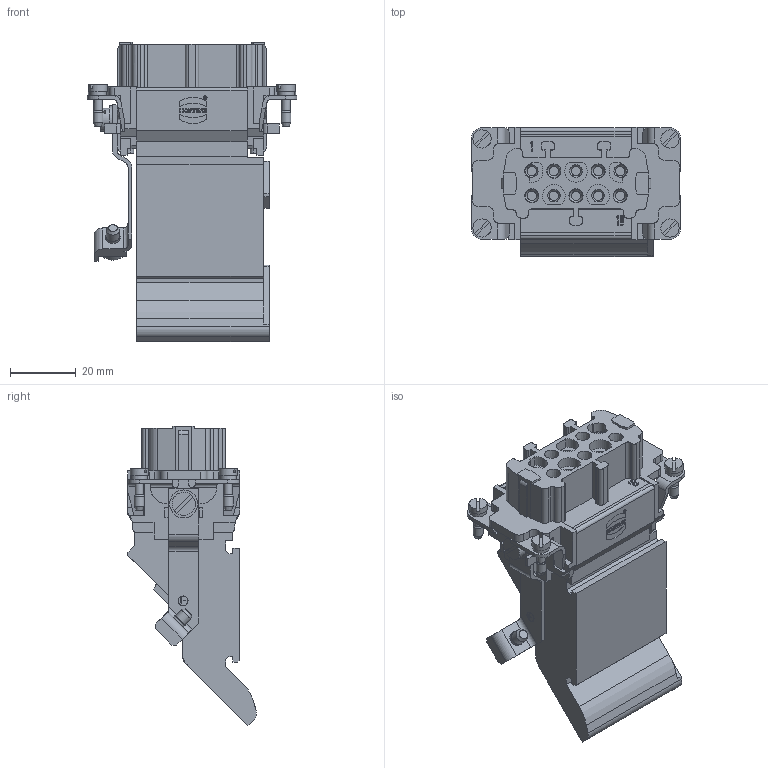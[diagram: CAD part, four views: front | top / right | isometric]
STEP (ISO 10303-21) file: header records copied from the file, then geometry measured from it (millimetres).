
FILE_DESCRIPTION(/* description */ (''),/* implementation_level */ '2;1');
FILE_NAME(/* name */ '100649918ugm000_b.stp',/* time_stamp */ '2019-09-11T11:08:04+02:00',/* author */ (''),/* organization */ (''),/* preprocessor_version */ 'ST-DEVELOPER v16.7',/* originating_system */ 'SIEMENS PLM Software NX 12.0',/* authorisation */ '');
FILE_SCHEMA (('AUTOMOTIVE_DESIGN { 1 0 10303 214 3 1 1 1 }'));
Length unit declared in the file: millimetre
Products named in the file (1): 100649918ugm000_b
Bounding box: 63.6 x 39.04 x 90.91 mm (x, y, z)
Volume: 76792.4 mm3; surface area: 22562.2 mm2
Topology: 1 solids, 9 shells, 880 faces, 2557 edges, 1934 vertices
Faces by surface type: plane 662, cylinder 174, cone 32, extrusion 12
Full cylindrical faces by diameter (mm): 0.911 x1, 1.077 x1, 2.3 x2, 2.45 x2, 2.5 x4, 2.8 x10, 2.925 x1, 3 x5, 3.242 x1, 4 x1, 4.35 x1, 5 x14, 5.5 x4, 7 x2, 8.5 x1
Entity records: 35542 total; most frequent: CARTESIAN_POINT 6063, ORIENTED_EDGE 4524, DIRECTION 4508, EDGE_CURVE 2262, VECTOR 1914, LINE 1902, VERTEX_POINT 1539, AXIS2_PLACEMENT_3D 1297
